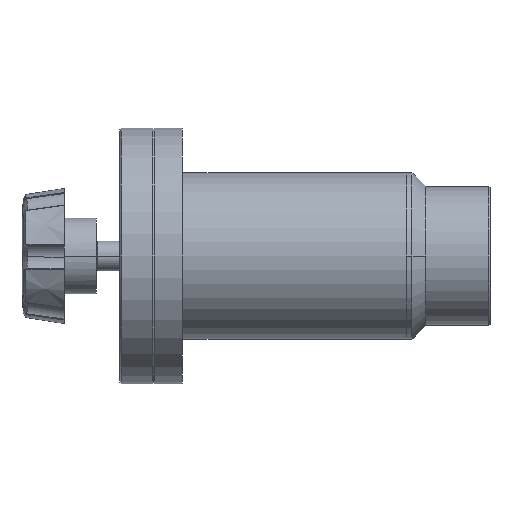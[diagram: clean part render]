
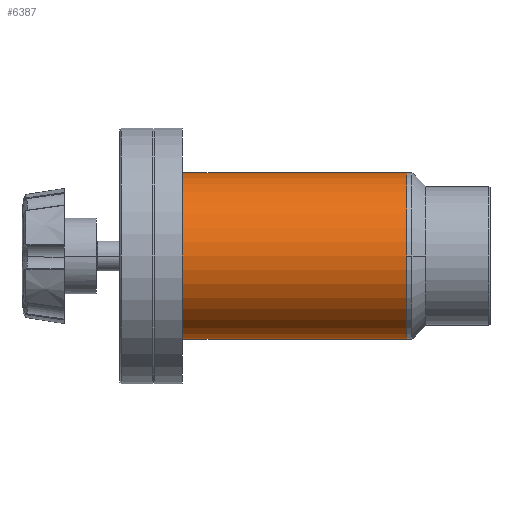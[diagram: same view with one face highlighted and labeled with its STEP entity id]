
A CAD part, left-side view. The second image highlights one B-rep face of the part: STEP entity #6387.
In plain terms, the highlighted cylindrical face has radius 38.1 mm (diameter 76.2 mm), a partial arc.
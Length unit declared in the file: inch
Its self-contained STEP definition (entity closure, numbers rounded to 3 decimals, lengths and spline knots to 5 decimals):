
#912 = EDGE_LOOP ( 'NONE', ( #4521, #7176, #12685, #10572 ) ) ;
#1699 = DIRECTION ( 'NONE',  ( 0., 0., -1. ) ) ;
#1786 = DIRECTION ( 'NONE',  ( 0., 1., 0. ) ) ;
#2215 = EDGE_CURVE ( 'NONE', #2241, #12487, #3564, .T. ) ;
#2241 = VERTEX_POINT ( 'NONE', #2912 ) ;
#2485 = CIRCLE ( 'NONE', #4259, 1.5 ) ;
#2606 = EDGE_CURVE ( 'NONE', #12487, #4538, #2485, .T. ) ;
#2912 = CARTESIAN_POINT ( 'NONE',  ( 0., 4.092, -1.5 ) ) ;
#3564 = LINE ( 'NONE', #5553, #8599 ) ;
#3790 = AXIS2_PLACEMENT_3D ( 'NONE', #10035, #4026, #11035 ) ;
#4026 = DIRECTION ( 'NONE',  ( 0., -1., 0. ) ) ;
#4259 = AXIS2_PLACEMENT_3D ( 'NONE', #7792, #1786, #8797 ) ;
#4521 = ORIENTED_EDGE ( 'NONE', *, *, #8163, .F. ) ;
#4525 = VERTEX_POINT ( 'NONE', #7784 ) ;
#4538 = VERTEX_POINT ( 'NONE', #11842 ) ;
#4778 = CARTESIAN_POINT ( 'NONE',  ( 0., 0., -1.5 ) ) ;
#4835 = DIRECTION ( 'NONE',  ( 0., -1., 0. ) ) ;
#4884 = LINE ( 'NONE', #6859, #12923 ) ;
#5553 = CARTESIAN_POINT ( 'NONE',  ( 0., 4.112, -1.5 ) ) ;
#5666 = CYLINDRICAL_SURFACE ( 'NONE', #12796, 1.5 ) ;
#6387 = ADVANCED_FACE ( 'NONE', ( #11028 ), #5666, .T. ) ;
#6565 = EDGE_CURVE ( 'NONE', #4525, #2241, #9448, .T. ) ;
#6769 = CARTESIAN_POINT ( 'NONE',  ( 0., 4.112, 0. ) ) ;
#6859 = CARTESIAN_POINT ( 'NONE',  ( 0., 4.112, 1.5 ) ) ;
#6867 = DIRECTION ( 'NONE',  ( 0., -1., 0. ) ) ;
#7176 = ORIENTED_EDGE ( 'NONE', *, *, #6565, .T. ) ;
#7784 = CARTESIAN_POINT ( 'NONE',  ( 0., 4.092, 1.5 ) ) ;
#7792 = CARTESIAN_POINT ( 'NONE',  ( 0., 0., 0. ) ) ;
#7799 = DIRECTION ( 'NONE',  ( 0., -1., 0. ) ) ;
#8163 = EDGE_CURVE ( 'NONE', #4525, #4538, #4884, .T. ) ;
#8599 = VECTOR ( 'NONE', #6867, 39.37008 ) ;
#8797 = DIRECTION ( 'NONE',  ( 0., 0., -1. ) ) ;
#9448 = CIRCLE ( 'NONE', #3790, 1.5 ) ;
#10035 = CARTESIAN_POINT ( 'NONE',  ( 0., 4.092, 0. ) ) ;
#10572 = ORIENTED_EDGE ( 'NONE', *, *, #2606, .T. ) ;
#11028 = FACE_OUTER_BOUND ( 'NONE', #912, .T. ) ;
#11035 = DIRECTION ( 'NONE',  ( 0., 0., -1. ) ) ;
#11842 = CARTESIAN_POINT ( 'NONE',  ( 0., 0., 1.5 ) ) ;
#12487 = VERTEX_POINT ( 'NONE', #4778 ) ;
#12685 = ORIENTED_EDGE ( 'NONE', *, *, #2215, .T. ) ;
#12796 = AXIS2_PLACEMENT_3D ( 'NONE', #6769, #7799, #1699 ) ;
#12923 = VECTOR ( 'NONE', #4835, 39.37008 ) ;
